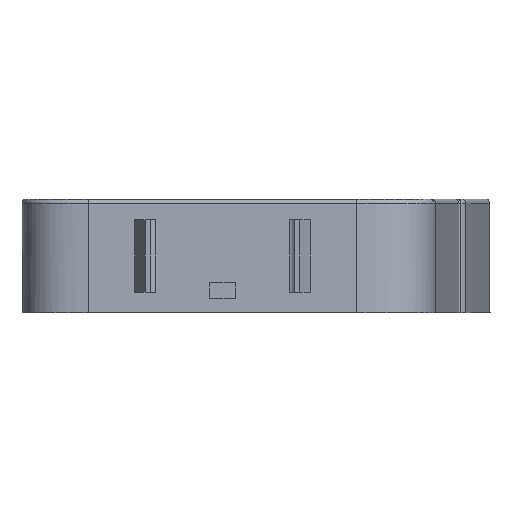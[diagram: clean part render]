
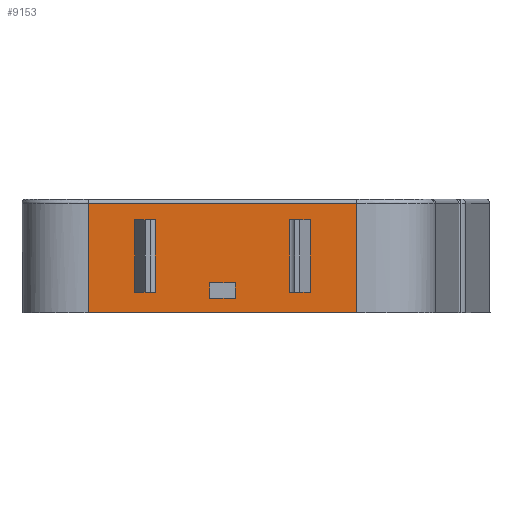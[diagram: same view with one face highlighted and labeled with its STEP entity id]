
A CAD part, front view. The second image highlights one B-rep face of the part: STEP entity #9153.
In plain terms, the highlighted planar face has unit normal (0, -1, 0).
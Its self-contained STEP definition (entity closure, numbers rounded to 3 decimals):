
#315=FACE_BOUND('',#1511,.T.);
#316=FACE_BOUND('',#1512,.T.);
#317=FACE_BOUND('',#1513,.T.);
#494=PLANE('',#9759);
#957=FACE_OUTER_BOUND('',#1510,.T.);
#1510=EDGE_LOOP('',(#7445,#7446,#7447,#7448));
#1511=EDGE_LOOP('',(#7449,#7450,#7451,#7452));
#1512=EDGE_LOOP('',(#7453,#7454,#7455,#7456));
#1513=EDGE_LOOP('',(#7457,#7458,#7459,#7460));
#1818=LINE('',#12178,#2916);
#1823=LINE('',#12193,#2921);
#1839=LINE('',#12226,#2937);
#1842=LINE('',#12231,#2940);
#1843=LINE('',#12233,#2941);
#1852=LINE('',#12253,#2950);
#1859=LINE('',#12265,#2957);
#1860=LINE('',#12267,#2958);
#1863=LINE('',#12275,#2961);
#1867=LINE('',#12284,#2965);
#1917=LINE('',#12415,#3015);
#1959=LINE('',#12902,#3057);
#2245=LINE('',#14256,#3343);
#2256=LINE('',#14277,#3354);
#2305=LINE('',#14430,#3403);
#2306=LINE('',#14432,#3404);
#2916=VECTOR('',#10002,10.);
#2921=VECTOR('',#10015,10.);
#2937=VECTOR('',#10041,10.);
#2940=VECTOR('',#10048,10.);
#2941=VECTOR('',#10051,10.);
#2950=VECTOR('',#10066,10.);
#2957=VECTOR('',#10079,10.);
#2958=VECTOR('',#10082,10.);
#2961=VECTOR('',#10087,10.);
#2965=VECTOR('',#10093,10.);
#3015=VECTOR('',#10191,10.);
#3057=VECTOR('',#10329,10.);
#3343=VECTOR('',#10949,10.);
#3354=VECTOR('',#10972,10.);
#3403=VECTOR('',#11091,10.);
#3404=VECTOR('',#11094,10.);
#4061=VERTEX_POINT('',#12171);
#4064=VERTEX_POINT('',#12176);
#4067=VERTEX_POINT('',#12186);
#4070=VERTEX_POINT('',#12191);
#4079=VERTEX_POINT('',#12219);
#4082=VERTEX_POINT('',#12224);
#4089=VERTEX_POINT('',#12250);
#4090=VERTEX_POINT('',#12252);
#4095=VERTEX_POINT('',#12272);
#4096=VERTEX_POINT('',#12274);
#4099=VERTEX_POINT('',#12281);
#4100=VERTEX_POINT('',#12283);
#4153=VERTEX_POINT('',#12410);
#4154=VERTEX_POINT('',#12414);
#4211=VERTEX_POINT('',#12876);
#4213=VERTEX_POINT('',#12898);
#4898=EDGE_CURVE('',#4064,#4061,#1818,.T.);
#4905=EDGE_CURVE('',#4070,#4067,#1823,.T.);
#4921=EDGE_CURVE('',#4079,#4082,#1839,.T.);
#4924=EDGE_CURVE('',#4082,#4061,#1842,.T.);
#4925=EDGE_CURVE('',#4064,#4079,#1843,.T.);
#4934=EDGE_CURVE('',#4090,#4089,#1852,.T.);
#4941=EDGE_CURVE('',#4070,#4090,#1859,.T.);
#4942=EDGE_CURVE('',#4089,#4067,#1860,.T.);
#4945=EDGE_CURVE('',#4096,#4095,#1863,.T.);
#4949=EDGE_CURVE('',#4100,#4099,#1867,.T.);
#5012=EDGE_CURVE('',#4154,#4153,#1917,.T.);
#5102=EDGE_CURVE('',#4211,#4213,#1959,.T.);
#5457=EDGE_CURVE('',#4099,#4096,#2245,.T.);
#5468=EDGE_CURVE('',#4095,#4100,#2256,.T.);
#5521=EDGE_CURVE('',#4153,#4213,#2305,.T.);
#5522=EDGE_CURVE('',#4154,#4211,#2306,.T.);
#7445=ORIENTED_EDGE('',*,*,#5102,.F.);
#7446=ORIENTED_EDGE('',*,*,#5522,.F.);
#7447=ORIENTED_EDGE('',*,*,#5012,.T.);
#7448=ORIENTED_EDGE('',*,*,#5521,.T.);
#7449=ORIENTED_EDGE('',*,*,#4925,.T.);
#7450=ORIENTED_EDGE('',*,*,#4921,.T.);
#7451=ORIENTED_EDGE('',*,*,#4924,.T.);
#7452=ORIENTED_EDGE('',*,*,#4898,.F.);
#7453=ORIENTED_EDGE('',*,*,#4941,.T.);
#7454=ORIENTED_EDGE('',*,*,#4934,.T.);
#7455=ORIENTED_EDGE('',*,*,#4942,.T.);
#7456=ORIENTED_EDGE('',*,*,#4905,.F.);
#7457=ORIENTED_EDGE('',*,*,#5457,.T.);
#7458=ORIENTED_EDGE('',*,*,#4945,.T.);
#7459=ORIENTED_EDGE('',*,*,#5468,.T.);
#7460=ORIENTED_EDGE('',*,*,#4949,.T.);
#9153=ADVANCED_FACE('',(#957,#315,#316,#317),#494,.T.);
#9759=AXIS2_PLACEMENT_3D('',#14431,#11092,#11093);
#10002=DIRECTION('',(0.,0.,-1.));
#10015=DIRECTION('',(0.,0.,1.));
#10041=DIRECTION('',(0.,0.,-1.));
#10048=DIRECTION('',(-1.,0.,0.));
#10051=DIRECTION('',(1.,0.,0.));
#10066=DIRECTION('',(0.,0.,1.));
#10079=DIRECTION('',(-1.,0.,0.));
#10082=DIRECTION('',(1.,0.,0.));
#10087=DIRECTION('',(-1.,0.,0.));
#10093=DIRECTION('',(1.,0.,0.));
#10191=DIRECTION('',(1.,0.,0.));
#10329=DIRECTION('',(1.,0.,0.));
#10949=DIRECTION('',(0.,0.,-1.));
#10972=DIRECTION('',(0.,0.,1.));
#11091=DIRECTION('',(0.,0.,1.));
#11092=DIRECTION('center_axis',(0.,-1.,0.));
#11093=DIRECTION('ref_axis',(1.,0.,0.));
#11094=DIRECTION('',(0.,0.,1.));
#12171=CARTESIAN_POINT('',(53.,0.,4.));
#12176=CARTESIAN_POINT('',(53.,0.,18.));
#12178=CARTESIAN_POINT('',(53.,0.,2.));
#12186=CARTESIAN_POINT('',(27.,0.,18.));
#12191=CARTESIAN_POINT('',(27.,0.,4.));
#12193=CARTESIAN_POINT('',(27.,0.,2.));
#12219=CARTESIAN_POINT('',(56.,0.,18.));
#12224=CARTESIAN_POINT('',(56.,0.,4.));
#12226=CARTESIAN_POINT('',(56.,0.,2.));
#12231=CARTESIAN_POINT('',(34.75,0.,4.));
#12233=CARTESIAN_POINT('',(27.,0.,18.));
#12250=CARTESIAN_POINT('',(24.,0.,18.));
#12252=CARTESIAN_POINT('',(24.,0.,4.));
#12253=CARTESIAN_POINT('',(24.,0.,2.));
#12265=CARTESIAN_POINT('',(19.25,0.,4.));
#12267=CARTESIAN_POINT('',(27.,0.,18.));
#12272=CARTESIAN_POINT('',(37.5,0.,2.8));
#12274=CARTESIAN_POINT('',(42.5,0.,2.8));
#12275=CARTESIAN_POINT('',(28.25,0.,2.8));
#12281=CARTESIAN_POINT('',(42.5,0.,5.8));
#12283=CARTESIAN_POINT('',(37.5,0.,5.8));
#12284=CARTESIAN_POINT('',(25.75,0.,5.8));
#12410=CARTESIAN_POINT('',(66.,0.,0.));
#12414=CARTESIAN_POINT('',(14.,0.,0.));
#12415=CARTESIAN_POINT('',(14.,0.,0.));
#12876=CARTESIAN_POINT('',(14.,0.,21.2));
#12898=CARTESIAN_POINT('',(66.,0.,21.2));
#12902=CARTESIAN_POINT('',(30.237,0.,21.2));
#14256=CARTESIAN_POINT('',(42.5,0.,2.9));
#14277=CARTESIAN_POINT('',(37.5,0.,1.4));
#14430=CARTESIAN_POINT('',(66.,0.,0.));
#14431=CARTESIAN_POINT('Origin',(14.,0.,0.));
#14432=CARTESIAN_POINT('',(14.,0.,0.));
